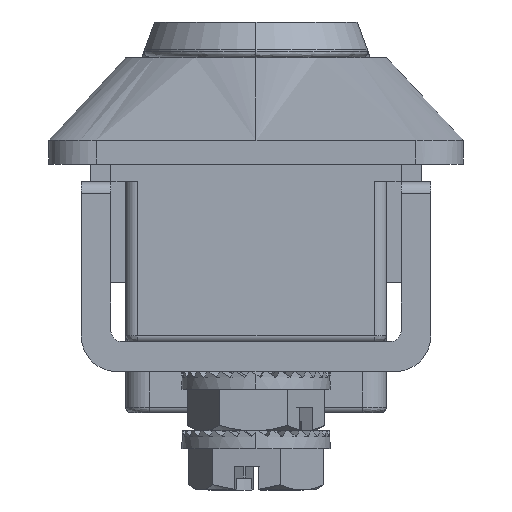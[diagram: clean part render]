
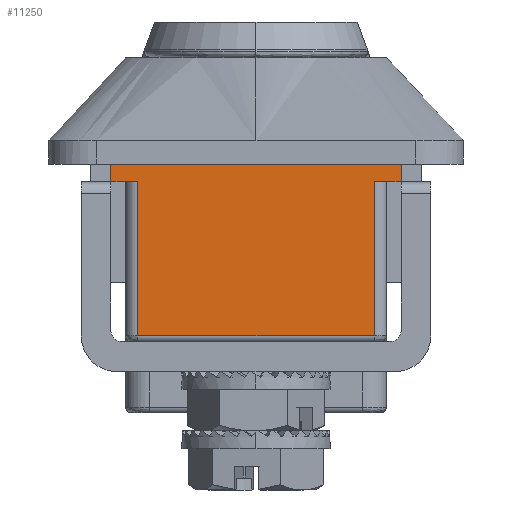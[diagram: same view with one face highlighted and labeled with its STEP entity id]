
A CAD part, left-side view. The second image highlights one B-rep face of the part: STEP entity #11250.
In plain terms, the highlighted planar face has unit normal (-1, 0, 0).
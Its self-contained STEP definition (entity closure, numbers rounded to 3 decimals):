
#2040 = VERTEX_POINT ( 'NONE', #4598 ) ;
#2384 = DIRECTION ( 'NONE',  ( 0., 0., 1. ) ) ;
#3336 = DIRECTION ( 'NONE',  ( 0., 1., 0. ) ) ;
#4172 = CARTESIAN_POINT ( 'NONE',  ( -73.75, -10., -14.5 ) ) ;
#4598 = CARTESIAN_POINT ( 'NONE',  ( -73.75, 10., -14.5 ) ) ;
#4894 = DIRECTION ( 'NONE',  ( 0., 0., 1. ) ) ;
#6580 = CARTESIAN_POINT ( 'NONE',  ( -73.75, 13.5, 0. ) ) ;
#7365 = DIRECTION ( 'NONE',  ( 0., -1., 0. ) ) ;
#8039 = CARTESIAN_POINT ( 'NONE',  ( -73.75, -12.25, 0. ) ) ;
#8254 = CARTESIAN_POINT ( 'NONE',  ( -73.75, 10., -1.5 ) ) ;
#8946 = CARTESIAN_POINT ( 'NONE',  ( -73.75, 12.25, 331.751 ) ) ;
#9634 = CARTESIAN_POINT ( 'NONE',  ( -73.75, 12.25, 0. ) ) ;
#9805 = DIRECTION ( 'NONE',  ( 0., -1., 0. ) ) ;
#9817 = DIRECTION ( 'NONE',  ( -1., 0., 0. ) ) ;
#9897 = PLANE ( 'NONE',  #27368 ) ;
#9932 = CARTESIAN_POINT ( 'NONE',  ( -73.75, -11., 145.625 ) ) ;
#10154 = LINE ( 'NONE', #35828, #10596 ) ;
#10596 = VECTOR ( 'NONE', #17970, 1000. ) ;
#11250 = ADVANCED_FACE ( 'NONE', ( #38367 ), #9897, .T. ) ;
#11637 = LINE ( 'NONE', #22235, #12102 ) ;
#11866 = VECTOR ( 'NONE', #3336, 1000. ) ;
#11989 = LINE ( 'NONE', #6580, #11866 ) ;
#12102 = VECTOR ( 'NONE', #16204, 1000. ) ;
#12541 = VECTOR ( 'NONE', #2384, 1000. ) ;
#12548 = LINE ( 'NONE', #8946, #12541 ) ;
#13380 = LINE ( 'NONE', #23809, #13454 ) ;
#13454 = VECTOR ( 'NONE', #4894, 1000. ) ;
#14823 = VERTEX_POINT ( 'NONE', #8039 ) ;
#15046 = ORIENTED_EDGE ( 'NONE', *, *, #34591, .F. ) ;
#15326 = ORIENTED_EDGE ( 'NONE', *, *, #26853, .T. ) ;
#15421 = ORIENTED_EDGE ( 'NONE', *, *, #23460, .T. ) ;
#15785 = VERTEX_POINT ( 'NONE', #18748 ) ;
#16204 = DIRECTION ( 'NONE',  ( 0., 0., 1. ) ) ;
#16283 = DIRECTION ( 'NONE',  ( 0., 0., -1. ) ) ;
#16547 = ORIENTED_EDGE ( 'NONE', *, *, #23790, .T. ) ;
#16763 = CARTESIAN_POINT ( 'NONE',  ( -73.75, -12.25, -1.5 ) ) ;
#16776 = ORIENTED_EDGE ( 'NONE', *, *, #24651, .T. ) ;
#17101 = VERTEX_POINT ( 'NONE', #4172 ) ;
#17970 = DIRECTION ( 'NONE',  ( 0., -1., 0. ) ) ;
#18120 = ORIENTED_EDGE ( 'NONE', *, *, #24984, .T. ) ;
#18257 = ORIENTED_EDGE ( 'NONE', *, *, #34382, .T. ) ;
#18748 = CARTESIAN_POINT ( 'NONE',  ( -73.75, 12.25, -1.5 ) ) ;
#19291 = ORIENTED_EDGE ( 'NONE', *, *, #34762, .T. ) ;
#19432 = CARTESIAN_POINT ( 'NONE',  ( -73.75, 10., 145.625 ) ) ;
#20059 = VECTOR ( 'NONE', #24108, 1000. ) ;
#20137 = LINE ( 'NONE', #23970, #20059 ) ;
#22235 = CARTESIAN_POINT ( 'NONE',  ( -73.75, -10., 145.625 ) ) ;
#22928 = EDGE_LOOP ( 'NONE', ( #15046, #15326, #15421, #16547, #16776, #18120, #18257, #19291 ) ) ;
#23460 = EDGE_CURVE ( 'NONE', #34472, #2040, #23699, .T. ) ;
#23699 = LINE ( 'NONE', #19432, #24224 ) ;
#23790 = EDGE_CURVE ( 'NONE', #2040, #17101, #20137, .T. ) ;
#23809 = CARTESIAN_POINT ( 'NONE',  ( -73.75, -12.25, 145.625 ) ) ;
#23970 = CARTESIAN_POINT ( 'NONE',  ( -73.75, -11., -14.5 ) ) ;
#24108 = DIRECTION ( 'NONE',  ( 0., -1., 0. ) ) ;
#24224 = VECTOR ( 'NONE', #16283, 1000. ) ;
#24651 = EDGE_CURVE ( 'NONE', #17101, #37243, #11637, .T. ) ;
#24984 = EDGE_CURVE ( 'NONE', #37243, #25813, #10154, .T. ) ;
#25813 = VERTEX_POINT ( 'NONE', #16763 ) ;
#26853 = EDGE_CURVE ( 'NONE', #15785, #34472, #38794, .T. ) ;
#27368 = AXIS2_PLACEMENT_3D ( 'NONE', #9932, #9817, #9805 ) ;
#27862 = CARTESIAN_POINT ( 'NONE',  ( -73.75, -10., -1.5 ) ) ;
#29041 = CARTESIAN_POINT ( 'NONE',  ( -73.75, -11., -1.5 ) ) ;
#34382 = EDGE_CURVE ( 'NONE', #25813, #14823, #13380, .T. ) ;
#34472 = VERTEX_POINT ( 'NONE', #8254 ) ;
#34591 = EDGE_CURVE ( 'NONE', #15785, #38624, #12548, .T. ) ;
#34762 = EDGE_CURVE ( 'NONE', #14823, #38624, #11989, .T. ) ;
#35828 = CARTESIAN_POINT ( 'NONE',  ( -73.75, -11., -1.5 ) ) ;
#37243 = VERTEX_POINT ( 'NONE', #27862 ) ;
#38367 = FACE_OUTER_BOUND ( 'NONE', #22928, .T. ) ;
#38624 = VERTEX_POINT ( 'NONE', #9634 ) ;
#38720 = VECTOR ( 'NONE', #7365, 1000. ) ;
#38794 = LINE ( 'NONE', #29041, #38720 ) ;
